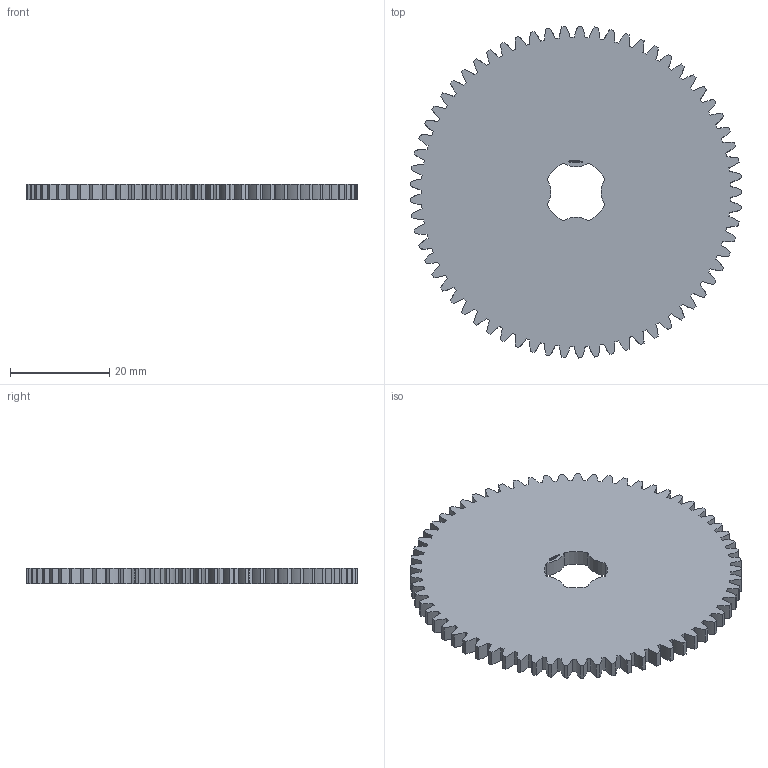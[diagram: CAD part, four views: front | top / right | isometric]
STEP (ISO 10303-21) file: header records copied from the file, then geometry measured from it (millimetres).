
FILE_DESCRIPTION(('FreeCAD Model'),'2;1');
FILE_NAME('Open CASCADE Shape Model','2024-03-10T22:46:49',(''),(''), 'Open CASCADE STEP processor 7.6','FreeCAD','Unknown');
FILE_SCHEMA(('AUTOMOTIVE_DESIGN { 1 0 10303 214 1 1 1 1 }'));
Products named in the file (1): Gear Wheel PLN TTH65 BU00.25 SFT-SHD - SPN-GWH-0237 (stemfie.org)
Bounding box: 66.98 x 66.99 x 3.12 mm (x, y, z)
Volume: 9979.3 mm3; surface area: 7802.9 mm2
Topology: 1 solids, 1 shells, 732 faces, 2103 edges, 1402 vertices
Faces by surface type: extrusion 402, plane 322, cylinder 8
Entity records: 68469 total; most frequent: CARTESIAN_POINT 24174, DIRECTION 5781, VECTOR 5071, LINE 4669, ORIENTED_EDGE 4206, PCURVE 4206, DEFINITIONAL_REPRESENTATION 4206, EDGE_CURVE 2103
